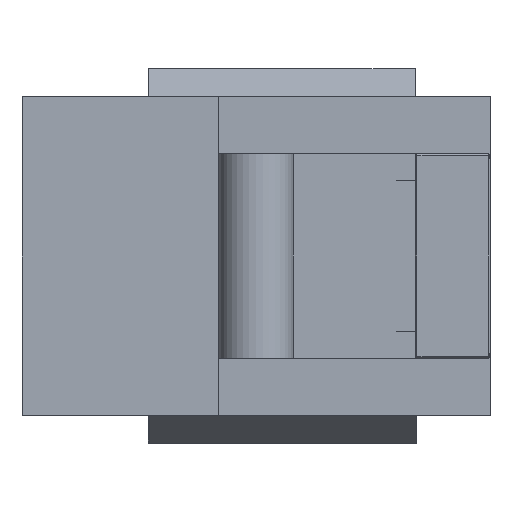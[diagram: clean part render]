
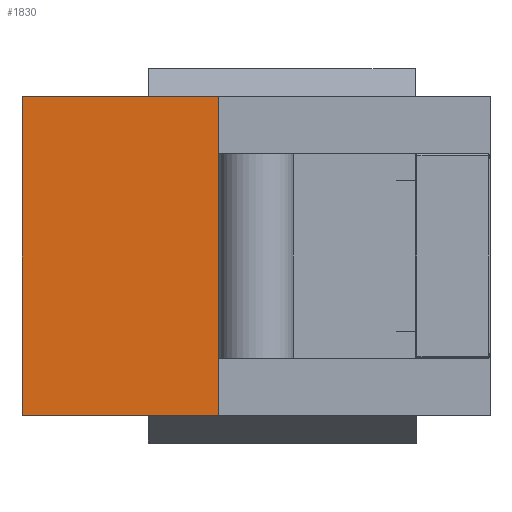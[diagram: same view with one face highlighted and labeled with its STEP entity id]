
A CAD part, left-side view. The second image highlights one B-rep face of the part: STEP entity #1830.
In plain terms, the highlighted planar face has unit normal (-1, 0, 0).
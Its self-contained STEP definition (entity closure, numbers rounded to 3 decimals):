
#1727=CARTESIAN_POINT('',(-54.3,18.575,0.001));
#1728=DIRECTION('',(1.0,0.0,0.0));
#1729=DIRECTION('',(0.0,0.0,-1.0));
#1730=AXIS2_PLACEMENT_3D('',#1727,#1728,#1729);
#1731=PLANE('',#1730);
#1732=CARTESIAN_POINT('',(-54.3,14.5,-6.578));
#1733=VERTEX_POINT('',#1732);
#1734=CARTESIAN_POINT('',(-54.3,14.5,-8.5));
#1735=VERTEX_POINT('',#1734);
#1736=CARTESIAN_POINT('',(-54.3,14.5,-6.578));
#1737=DIRECTION('',(0.0,0.0,-1.0));
#1738=VECTOR('',#1737,1.922);
#1739=LINE('',#1736,#1738);
#1740=EDGE_CURVE('',#1733,#1735,#1739,.T.);
#1741=ORIENTED_EDGE('',*,*,#1740,.F.);
#1742=CARTESIAN_POINT('',(-54.3,12.5,-6.578));
#1743=VERTEX_POINT('',#1742);
#1744=CARTESIAN_POINT('',(-54.3,12.5,-6.578));
#1745=DIRECTION('',(0.0,1.0,0.0));
#1746=VECTOR('',#1745,2.0);
#1747=LINE('',#1744,#1746);
#1748=EDGE_CURVE('',#1743,#1733,#1747,.T.);
#1749=ORIENTED_EDGE('',*,*,#1748,.F.);
#1750=CARTESIAN_POINT('',(-54.3,12.5,-0.568));
#1751=VERTEX_POINT('',#1750);
#1752=CARTESIAN_POINT('',(-54.3,12.5,-0.568));
#1753=DIRECTION('',(0.0,0.0,-1.0));
#1754=VECTOR('',#1753,6.01);
#1755=LINE('',#1752,#1754);
#1756=EDGE_CURVE('',#1751,#1743,#1755,.T.);
#1757=ORIENTED_EDGE('',*,*,#1756,.F.);
#1758=CARTESIAN_POINT('',(-54.3,14.5,-0.568));
#1759=VERTEX_POINT('',#1758);
#1760=CARTESIAN_POINT('',(-54.3,14.5,-0.568));
#1761=DIRECTION('',(0.0,-1.0,0.0));
#1762=VECTOR('',#1761,2.0);
#1763=LINE('',#1760,#1762);
#1764=EDGE_CURVE('',#1759,#1751,#1763,.T.);
#1765=ORIENTED_EDGE('',*,*,#1764,.F.);
#1766=CARTESIAN_POINT('',(-54.3,14.5,0.582));
#1767=VERTEX_POINT('',#1766);
#1768=CARTESIAN_POINT('',(-54.3,14.5,0.582));
#1769=DIRECTION('',(0.0,0.0,-1.0));
#1770=VECTOR('',#1769,1.15);
#1771=LINE('',#1768,#1770);
#1772=EDGE_CURVE('',#1767,#1759,#1771,.T.);
#1773=ORIENTED_EDGE('',*,*,#1772,.F.);
#1774=CARTESIAN_POINT('',(-54.3,12.5,0.582));
#1775=VERTEX_POINT('',#1774);
#1776=CARTESIAN_POINT('',(-54.3,12.5,0.582));
#1777=DIRECTION('',(0.0,1.0,0.0));
#1778=VECTOR('',#1777,2.0);
#1779=LINE('',#1776,#1778);
#1780=EDGE_CURVE('',#1775,#1767,#1779,.T.);
#1781=ORIENTED_EDGE('',*,*,#1780,.F.);
#1782=CARTESIAN_POINT('',(-54.3,12.5,6.593));
#1783=VERTEX_POINT('',#1782);
#1784=CARTESIAN_POINT('',(-54.3,12.5,6.593));
#1785=DIRECTION('',(0.0,0.0,-1.0));
#1786=VECTOR('',#1785,6.01);
#1787=LINE('',#1784,#1786);
#1788=EDGE_CURVE('',#1783,#1775,#1787,.T.);
#1789=ORIENTED_EDGE('',*,*,#1788,.F.);
#1790=CARTESIAN_POINT('',(-54.3,14.5,6.593));
#1791=VERTEX_POINT('',#1790);
#1792=CARTESIAN_POINT('',(-54.3,14.5,6.593));
#1793=DIRECTION('',(0.0,-1.0,0.0));
#1794=VECTOR('',#1793,2.0);
#1795=LINE('',#1792,#1794);
#1796=EDGE_CURVE('',#1791,#1783,#1795,.T.);
#1797=ORIENTED_EDGE('',*,*,#1796,.F.);
#1798=CARTESIAN_POINT('',(-54.3,14.5,8.5));
#1799=VERTEX_POINT('',#1798);
#1800=CARTESIAN_POINT('',(-54.3,14.5,8.5));
#1801=DIRECTION('',(0.0,0.0,-1.0));
#1802=VECTOR('',#1801,1.907);
#1803=LINE('',#1800,#1802);
#1804=EDGE_CURVE('',#1799,#1791,#1803,.T.);
#1805=ORIENTED_EDGE('',*,*,#1804,.F.);
#1806=CARTESIAN_POINT('',(-54.3,25.,8.5));
#1807=VERTEX_POINT('',#1806);
#1808=CARTESIAN_POINT('',(-54.3,14.5,8.5));
#1809=DIRECTION('',(0.0,1.0,0.0));
#1810=VECTOR('',#1809,10.5);
#1811=LINE('',#1808,#1810);
#1812=EDGE_CURVE('',#1799,#1807,#1811,.T.);
#1813=ORIENTED_EDGE('',*,*,#1812,.T.);
#1814=CARTESIAN_POINT('',(-54.3,25.,-8.5));
#1815=VERTEX_POINT('',#1814);
#1816=CARTESIAN_POINT('',(-54.3,25.,8.5));
#1817=DIRECTION('',(0.0,0.0,-1.0));
#1818=VECTOR('',#1817,17.0);
#1819=LINE('',#1816,#1818);
#1820=EDGE_CURVE('',#1807,#1815,#1819,.T.);
#1821=ORIENTED_EDGE('',*,*,#1820,.T.);
#1822=CARTESIAN_POINT('',(-54.3,25.,-8.5));
#1823=DIRECTION('',(0.0,-1.0,0.0));
#1824=VECTOR('',#1823,10.5);
#1825=LINE('',#1822,#1824);
#1826=EDGE_CURVE('',#1815,#1735,#1825,.T.);
#1827=ORIENTED_EDGE('',*,*,#1826,.T.);
#1828=EDGE_LOOP('',(#1741,#1749,#1757,#1765,#1773,#1781,#1789,#1797,#1805,#1813,#1821,#1827));
#1829=FACE_OUTER_BOUND('',#1828,.T.);
#1830=ADVANCED_FACE('',(#1829),#1731,.F.);
